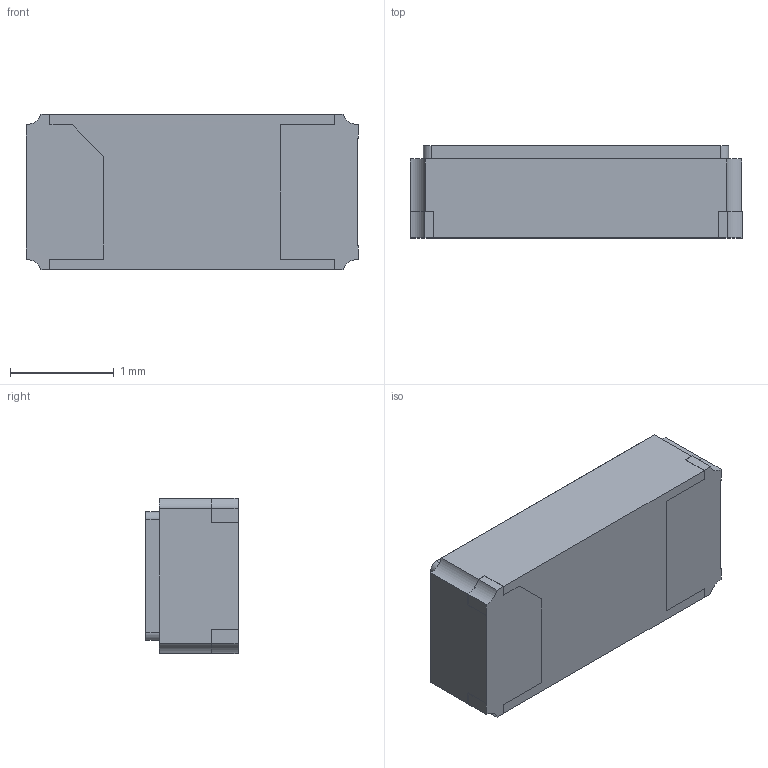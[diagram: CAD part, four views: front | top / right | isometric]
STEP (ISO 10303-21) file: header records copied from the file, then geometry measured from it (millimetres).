
FILE_DESCRIPTION(/* description */ (''),/* implementation_level */ '2;1');
FILE_NAME(/* name */ 'ABS07-120 v1.step',/* time_stamp */ '2018-07-20T20:09:48-04:00',/* author */ ('mohamed.hirole'),/* organization */ (''),/* preprocessor_version */ 'ST-DEVELOPER v17',/* originating_system */ 'Autodesk Translation Framework v7.1.0.215',/* authorisation */ '');
FILE_SCHEMA (('AUTOMOTIVE_DESIGN { 1 0 10303 214 3 1 1 }'));
Length unit declared in the file: millimetre
Products named in the file (1): ABS07-120
Bounding box: 3.21 x 0.89 x 1.5 mm (x, y, z)
Volume: 4.1 mm3; surface area: 17.6 mm2
Topology: 1 solids, 1 shells, 159 faces, 431 edges, 289 vertices
Faces by surface type: plane 87, bspline 60, cylinder 12
Entity records: 8445 total; most frequent: CARTESIAN_POINT 4596, ORIENTED_EDGE 862, DIRECTION 535, EDGE_CURVE 431, VERTEX_POINT 289, LINE 287, VECTOR 287, EDGE_LOOP 174
